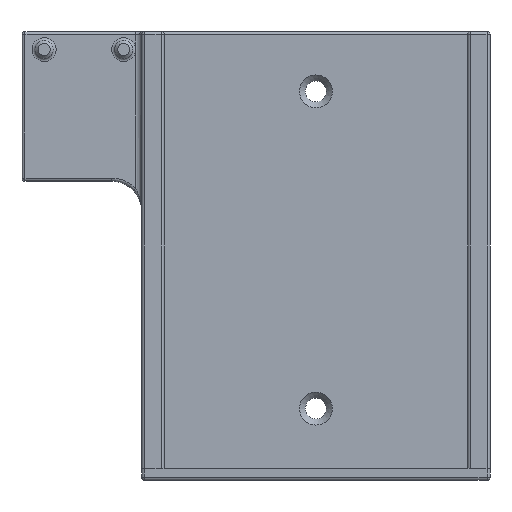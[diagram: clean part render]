
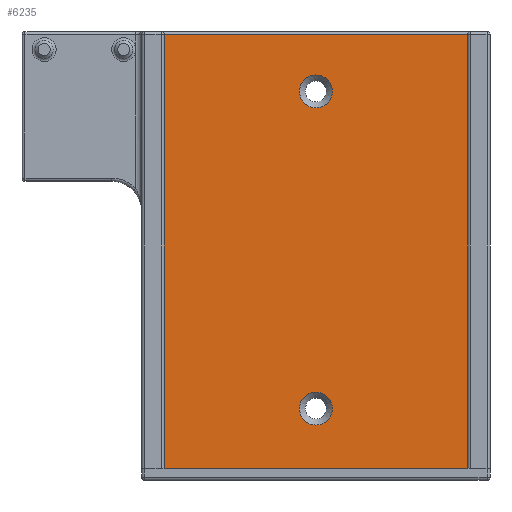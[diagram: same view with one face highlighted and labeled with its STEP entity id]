
A CAD part, front view. The second image highlights one B-rep face of the part: STEP entity #6235.
In plain terms, the highlighted planar face has unit normal (0, -1, 0).
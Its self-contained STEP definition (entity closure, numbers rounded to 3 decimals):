
#2974 = CYLINDRICAL_SURFACE('',#2975,0.5);
#2975 = AXIS2_PLACEMENT_3D('',#2976,#2977,#2978);
#2976 = CARTESIAN_POINT('',(25.35,-1.5,72.5));
#2977 = DIRECTION('',(-1.,0.,0.));
#2978 = DIRECTION('',(0.,0.,1.));
#4832 = VERTEX_POINT('',#4833);
#4833 = CARTESIAN_POINT('',(-25.35,-2.,72.5));
#4879 = PLANE('',#4880);
#4880 = AXIS2_PLACEMENT_3D('',#4881,#4882,#4883);
#4881 = CARTESIAN_POINT('',(-25.35,-2.,0.));
#4882 = DIRECTION('',(1.,0.,0.));
#4883 = DIRECTION('',(0.,-1.,0.));
#4898 = VERTEX_POINT('',#4899);
#4899 = CARTESIAN_POINT('',(25.35,-2.,72.5));
#4913 = PLANE('',#4914);
#4914 = AXIS2_PLACEMENT_3D('',#4915,#4916,#4917);
#4915 = CARTESIAN_POINT('',(25.35,-7.,0.));
#4916 = DIRECTION('',(-1.,0.,0.));
#4917 = DIRECTION('',(0.,1.,0.));
#4962 = EDGE_CURVE('',#4898,#4832,#4963,.T.);
#4963 = SURFACE_CURVE('',#4964,(#4968,#4975),.PCURVE_S1.);
#4964 = LINE('',#4965,#4966);
#4965 = CARTESIAN_POINT('',(25.35,-2.,72.5));
#4966 = VECTOR('',#4967,1.);
#4967 = DIRECTION('',(-1.,0.,0.));
#4968 = PCURVE('',#2974,#4969);
#4969 = DEFINITIONAL_REPRESENTATION('',(#4970),#4974);
#4970 = LINE('',#4971,#4972);
#4971 = CARTESIAN_POINT('',(-1.571,0.));
#4972 = VECTOR('',#4973,1.);
#4973 = DIRECTION('',(-0.,1.));
#4974 = ( GEOMETRIC_REPRESENTATION_CONTEXT(2) 
PARAMETRIC_REPRESENTATION_CONTEXT() REPRESENTATION_CONTEXT('2D SPACE',''
  ) );
#4975 = PCURVE('',#4976,#4981);
#4976 = PLANE('',#4977);
#4977 = AXIS2_PLACEMENT_3D('',#4978,#4979,#4980);
#4978 = CARTESIAN_POINT('',(25.35,-2.,0.));
#4979 = DIRECTION('',(0.,-1.,0.));
#4980 = DIRECTION('',(-1.,0.,0.));
#4981 = DEFINITIONAL_REPRESENTATION('',(#4982),#4986);
#4982 = LINE('',#4983,#4984);
#4983 = CARTESIAN_POINT('',(0.,-72.5));
#4984 = VECTOR('',#4985,1.);
#4985 = DIRECTION('',(1.,0.));
#4986 = ( GEOMETRIC_REPRESENTATION_CONTEXT(2) 
PARAMETRIC_REPRESENTATION_CONTEXT() REPRESENTATION_CONTEXT('2D SPACE',''
  ) );
#5761 = PLANE('',#5762);
#5762 = AXIS2_PLACEMENT_3D('',#5763,#5764,#5765);
#5763 = CARTESIAN_POINT('',(0.,-5.1,0.));
#5764 = DIRECTION('',(0.,0.,1.));
#5765 = DIRECTION('',(1.,0.,0.));
#6141 = EDGE_CURVE('',#6142,#4832,#6144,.T.);
#6142 = VERTEX_POINT('',#6143);
#6143 = CARTESIAN_POINT('',(-25.35,-2.,0.));
#6144 = SURFACE_CURVE('',#6145,(#6149,#6156),.PCURVE_S1.);
#6145 = LINE('',#6146,#6147);
#6146 = CARTESIAN_POINT('',(-25.35,-2.,0.));
#6147 = VECTOR('',#6148,1.);
#6148 = DIRECTION('',(0.,0.,1.));
#6149 = PCURVE('',#4879,#6150);
#6150 = DEFINITIONAL_REPRESENTATION('',(#6151),#6155);
#6151 = LINE('',#6152,#6153);
#6152 = CARTESIAN_POINT('',(0.,0.));
#6153 = VECTOR('',#6154,1.);
#6154 = DIRECTION('',(0.,-1.));
#6155 = ( GEOMETRIC_REPRESENTATION_CONTEXT(2) 
PARAMETRIC_REPRESENTATION_CONTEXT() REPRESENTATION_CONTEXT('2D SPACE',''
  ) );
#6156 = PCURVE('',#4976,#6157);
#6157 = DEFINITIONAL_REPRESENTATION('',(#6158),#6162);
#6158 = LINE('',#6159,#6160);
#6159 = CARTESIAN_POINT('',(50.7,0.));
#6160 = VECTOR('',#6161,1.);
#6161 = DIRECTION('',(0.,-1.));
#6162 = ( GEOMETRIC_REPRESENTATION_CONTEXT(2) 
PARAMETRIC_REPRESENTATION_CONTEXT() REPRESENTATION_CONTEXT('2D SPACE',''
  ) );
#6192 = EDGE_CURVE('',#6193,#4898,#6195,.T.);
#6193 = VERTEX_POINT('',#6194);
#6194 = CARTESIAN_POINT('',(25.35,-2.,0.));
#6195 = SURFACE_CURVE('',#6196,(#6200,#6207),.PCURVE_S1.);
#6196 = LINE('',#6197,#6198);
#6197 = CARTESIAN_POINT('',(25.35,-2.,0.));
#6198 = VECTOR('',#6199,1.);
#6199 = DIRECTION('',(0.,0.,1.));
#6200 = PCURVE('',#4913,#6201);
#6201 = DEFINITIONAL_REPRESENTATION('',(#6202),#6206);
#6202 = LINE('',#6203,#6204);
#6203 = CARTESIAN_POINT('',(5.,0.));
#6204 = VECTOR('',#6205,1.);
#6205 = DIRECTION('',(0.,-1.));
#6206 = ( GEOMETRIC_REPRESENTATION_CONTEXT(2) 
PARAMETRIC_REPRESENTATION_CONTEXT() REPRESENTATION_CONTEXT('2D SPACE',''
  ) );
#6207 = PCURVE('',#4976,#6208);
#6208 = DEFINITIONAL_REPRESENTATION('',(#6209),#6213);
#6209 = LINE('',#6210,#6211);
#6210 = CARTESIAN_POINT('',(0.,-0.));
#6211 = VECTOR('',#6212,1.);
#6212 = DIRECTION('',(0.,-1.));
#6213 = ( GEOMETRIC_REPRESENTATION_CONTEXT(2) 
PARAMETRIC_REPRESENTATION_CONTEXT() REPRESENTATION_CONTEXT('2D SPACE',''
  ) );
#6235 = ADVANCED_FACE('',(#6236,#6262,#6293),#4976,.T.);
#6236 = FACE_BOUND('',#6237,.T.);
#6237 = EDGE_LOOP('',(#6238,#6239,#6240,#6241));
#6238 = ORIENTED_EDGE('',*,*,#6192,.T.);
#6239 = ORIENTED_EDGE('',*,*,#4962,.T.);
#6240 = ORIENTED_EDGE('',*,*,#6141,.F.);
#6241 = ORIENTED_EDGE('',*,*,#6242,.F.);
#6242 = EDGE_CURVE('',#6193,#6142,#6243,.T.);
#6243 = SURFACE_CURVE('',#6244,(#6248,#6255),.PCURVE_S1.);
#6244 = LINE('',#6245,#6246);
#6245 = CARTESIAN_POINT('',(25.35,-2.,0.));
#6246 = VECTOR('',#6247,1.);
#6247 = DIRECTION('',(-1.,0.,0.));
#6248 = PCURVE('',#4976,#6249);
#6249 = DEFINITIONAL_REPRESENTATION('',(#6250),#6254);
#6250 = LINE('',#6251,#6252);
#6251 = CARTESIAN_POINT('',(0.,-0.));
#6252 = VECTOR('',#6253,1.);
#6253 = DIRECTION('',(1.,0.));
#6254 = ( GEOMETRIC_REPRESENTATION_CONTEXT(2) 
PARAMETRIC_REPRESENTATION_CONTEXT() REPRESENTATION_CONTEXT('2D SPACE',''
  ) );
#6255 = PCURVE('',#5761,#6256);
#6256 = DEFINITIONAL_REPRESENTATION('',(#6257),#6261);
#6257 = LINE('',#6258,#6259);
#6258 = CARTESIAN_POINT('',(25.35,3.1));
#6259 = VECTOR('',#6260,1.);
#6260 = DIRECTION('',(-1.,0.));
#6261 = ( GEOMETRIC_REPRESENTATION_CONTEXT(2) 
PARAMETRIC_REPRESENTATION_CONTEXT() REPRESENTATION_CONTEXT('2D SPACE',''
  ) );
#6262 = FACE_BOUND('',#6263,.T.);
#6263 = EDGE_LOOP('',(#6264));
#6264 = ORIENTED_EDGE('',*,*,#6265,.F.);
#6265 = EDGE_CURVE('',#6266,#6266,#6268,.T.);
#6266 = VERTEX_POINT('',#6267);
#6267 = CARTESIAN_POINT('',(-2.75,-2.,63.));
#6268 = SURFACE_CURVE('',#6269,(#6274,#6281),.PCURVE_S1.);
#6269 = CIRCLE('',#6270,2.75);
#6270 = AXIS2_PLACEMENT_3D('',#6271,#6272,#6273);
#6271 = CARTESIAN_POINT('',(0.,-2.,63.));
#6272 = DIRECTION('',(0.,-1.,0.));
#6273 = DIRECTION('',(-1.,0.,0.));
#6274 = PCURVE('',#4976,#6275);
#6275 = DEFINITIONAL_REPRESENTATION('',(#6276),#6280);
#6276 = CIRCLE('',#6277,2.75);
#6277 = AXIS2_PLACEMENT_2D('',#6278,#6279);
#6278 = CARTESIAN_POINT('',(25.35,-63.));
#6279 = DIRECTION('',(1.,0.));
#6280 = ( GEOMETRIC_REPRESENTATION_CONTEXT(2) 
PARAMETRIC_REPRESENTATION_CONTEXT() REPRESENTATION_CONTEXT('2D SPACE',''
  ) );
#6281 = PCURVE('',#6282,#6287);
#6282 = CONICAL_SURFACE('',#6283,2.75,0.785);
#6283 = AXIS2_PLACEMENT_3D('',#6284,#6285,#6286);
#6284 = CARTESIAN_POINT('',(0.,-2.,63.));
#6285 = DIRECTION('',(0.,-1.,0.));
#6286 = DIRECTION('',(-1.,0.,0.));
#6287 = DEFINITIONAL_REPRESENTATION('',(#6288),#6292);
#6288 = LINE('',#6289,#6290);
#6289 = CARTESIAN_POINT('',(0.,-0.));
#6290 = VECTOR('',#6291,1.);
#6291 = DIRECTION('',(1.,-0.));
#6292 = ( GEOMETRIC_REPRESENTATION_CONTEXT(2) 
PARAMETRIC_REPRESENTATION_CONTEXT() REPRESENTATION_CONTEXT('2D SPACE',''
  ) );
#6293 = FACE_BOUND('',#6294,.T.);
#6294 = EDGE_LOOP('',(#6295));
#6295 = ORIENTED_EDGE('',*,*,#6296,.F.);
#6296 = EDGE_CURVE('',#6297,#6297,#6299,.T.);
#6297 = VERTEX_POINT('',#6298);
#6298 = CARTESIAN_POINT('',(-2.75,-2.,10.));
#6299 = SURFACE_CURVE('',#6300,(#6305,#6312),.PCURVE_S1.);
#6300 = CIRCLE('',#6301,2.75);
#6301 = AXIS2_PLACEMENT_3D('',#6302,#6303,#6304);
#6302 = CARTESIAN_POINT('',(0.,-2.,10.));
#6303 = DIRECTION('',(0.,-1.,0.));
#6304 = DIRECTION('',(-1.,0.,0.));
#6305 = PCURVE('',#4976,#6306);
#6306 = DEFINITIONAL_REPRESENTATION('',(#6307),#6311);
#6307 = CIRCLE('',#6308,2.75);
#6308 = AXIS2_PLACEMENT_2D('',#6309,#6310);
#6309 = CARTESIAN_POINT('',(25.35,-10.));
#6310 = DIRECTION('',(1.,0.));
#6311 = ( GEOMETRIC_REPRESENTATION_CONTEXT(2) 
PARAMETRIC_REPRESENTATION_CONTEXT() REPRESENTATION_CONTEXT('2D SPACE',''
  ) );
#6312 = PCURVE('',#6313,#6318);
#6313 = CONICAL_SURFACE('',#6314,2.75,0.785);
#6314 = AXIS2_PLACEMENT_3D('',#6315,#6316,#6317);
#6315 = CARTESIAN_POINT('',(0.,-2.,10.));
#6316 = DIRECTION('',(0.,-1.,0.));
#6317 = DIRECTION('',(-1.,0.,0.));
#6318 = DEFINITIONAL_REPRESENTATION('',(#6319),#6323);
#6319 = LINE('',#6320,#6321);
#6320 = CARTESIAN_POINT('',(0.,-0.));
#6321 = VECTOR('',#6322,1.);
#6322 = DIRECTION('',(1.,-0.));
#6323 = ( GEOMETRIC_REPRESENTATION_CONTEXT(2) 
PARAMETRIC_REPRESENTATION_CONTEXT() REPRESENTATION_CONTEXT('2D SPACE',''
  ) );
